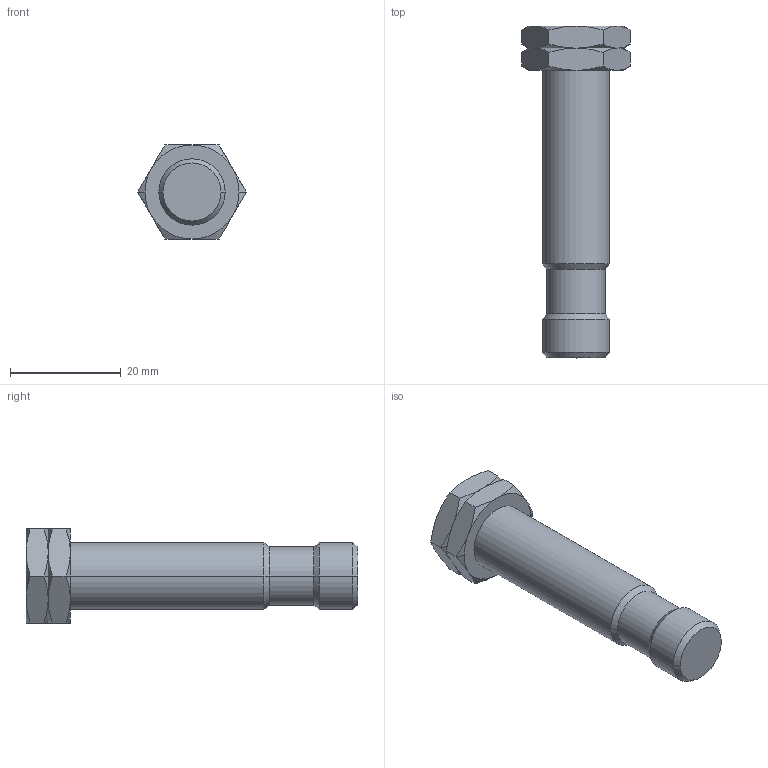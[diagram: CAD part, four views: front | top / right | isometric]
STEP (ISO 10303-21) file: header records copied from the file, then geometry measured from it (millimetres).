
FILE_DESCRIPTION(('FreeCAD Model'),'2;1');
FILE_NAME('DCC_12_M_06_10_AIK-IBS.step','2016-11-16T16:32:38',('FreeCAD'),( 'FreeCAD'),'Open CASCADE STEP processor 6.7','FreeCAD','Unknown');
FILE_SCHEMA(('AUTOMOTIVE_DESIGN_CC2 { 1 2 10303 214 -1 1 5 4 }'));
Length unit declared in the file: millimetre
Products named in the file (3): 1; 3; 2
Bounding box: 19.63 x 60 x 17 mm (x, y, z)
Volume: 7726.5 mm3; surface area: 3706.2 mm2
Topology: 3 solids, 3 shells, 76 faces, 158 edges, 88 vertices
Faces by surface type: cone 48, plane 18, cylinder 10
Entity records: 5155 total; most frequent: CARTESIAN_POINT 2459, DIRECTION 374, ORIENTED_EDGE 316, PCURVE 316, DEFINITIONAL_REPRESENTATION 316, B_SPLINE_CURVE_WITH_KNOTS 200, EDGE_CURVE 158, SURFACE_CURVE 158
